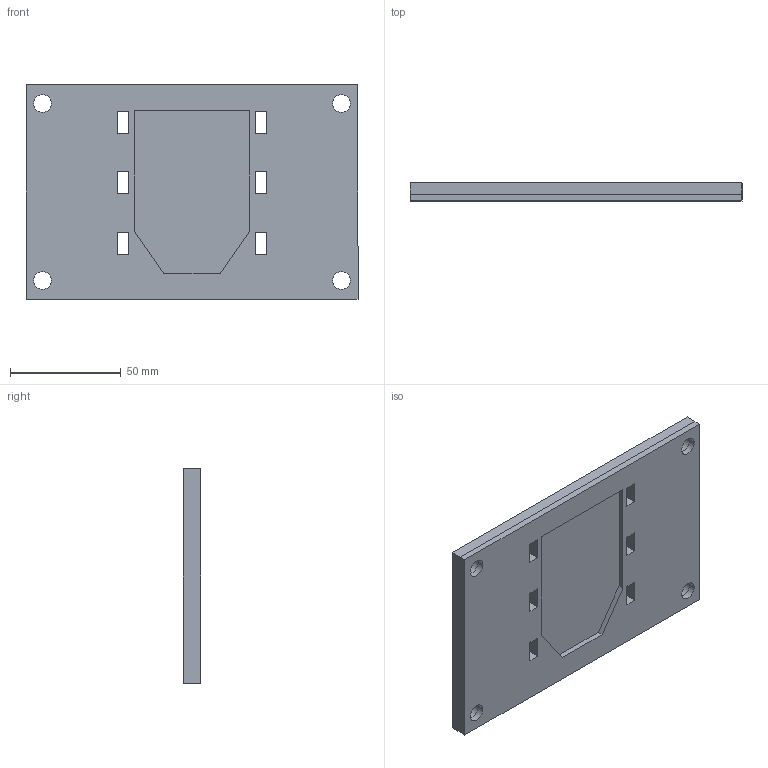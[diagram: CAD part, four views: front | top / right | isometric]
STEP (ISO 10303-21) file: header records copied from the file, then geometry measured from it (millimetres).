
FILE_DESCRIPTION(/* description */ ('','CAx-IF Rec.Pracs.---Representation and Presentation of Product Manufacturing Information (PMI)---4.0---2014-10-13'),/* implementation_level */ '2;1');
FILE_NAME(/* name */ 'e618e631-e3ed-4685-bae5-7fcc05b24013.step',/* time_stamp */ '2025-02-18T16:53:54Z',/* author */ (''),/* organization */ (''),/* preprocessor_version */ 'ST-DEVELOPER v20',/* originating_system */ 'Autodesk Translation Framework v13.20.0.188',/* authorisation */ '');
FILE_SCHEMA (('AP242_MANAGED_MODEL_BASED_3D_ENGINEERING_MIM_LF { 1 0 10303 442 1 1 4 }'));
Length unit declared in the file: millimetre
Products named in the file (5): 41100ba2-316e-438e-a085-041887c4ba41.f3d; T25x2; Flasket Holder v8; Flaksette Holder v2; General Holder v5
Assembly tree (4 placements, depth 5):
  41100ba2-316e-438e-a085-041887c4ba41.f3d
    T25x2
      Flasket Holder v8
        Flaksette Holder v2
          General Holder v5
Bounding box: 150 x 8 x 97 mm (x, y, z)
Volume: 94540.9 mm3; surface area: 35458.6 mm2
Topology: 1 solids, 1 shells, 64 faces, 164 edges, 104 vertices
Faces by surface type: plane 56, cylinder 8
Full cylindrical faces by diameter (mm): 8 x8
Entity records: 2057 total; most frequent: CARTESIAN_POINT 341, DIRECTION 334, ORIENTED_EDGE 328, EDGE_CURVE 164, LINE 140, VECTOR 140, VERTEX_POINT 104, AXIS2_PLACEMENT_3D 97
